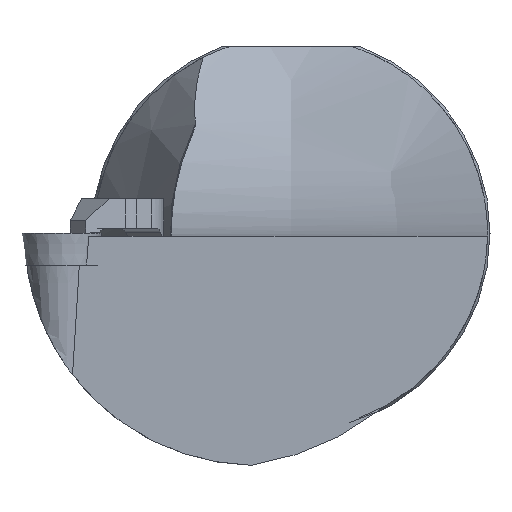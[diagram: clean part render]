
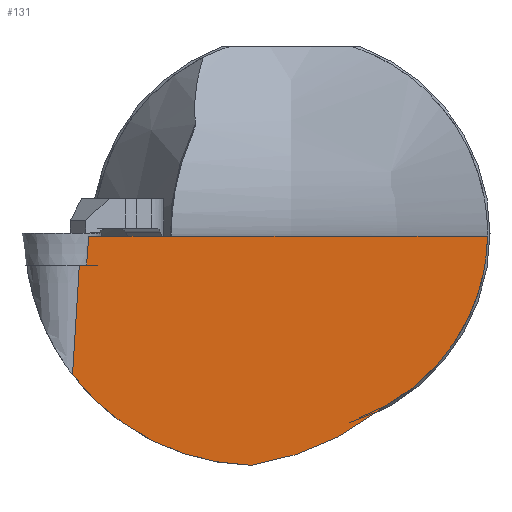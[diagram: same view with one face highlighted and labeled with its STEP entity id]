
A CAD part, left-side view. The second image highlights one B-rep face of the part: STEP entity #131.
In plain terms, the highlighted planar face has unit normal (-0.86, -0.496, -0.122).
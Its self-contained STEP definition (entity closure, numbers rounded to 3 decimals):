
#131=ADVANCED_FACE('',(#196),#176,.F.);
#176=PLANE('',#847);
#196=FACE_OUTER_BOUND('',#238,.T.);
#238=EDGE_LOOP('',(#389,#390,#391,#392,#393,#394,#395,#396));
#286=ELLIPSE('',#844,27.107,23.3);
#287=ELLIPSE('',#845,31.926,25.776);
#288=ELLIPSE('',#846,22.977,19.75);
#297=LINE('',#1147,#341);
#298=LINE('',#1150,#342);
#341=VECTOR('',#929,1.);
#342=VECTOR('',#930,1.);
#389=ORIENTED_EDGE('',*,*,#696,.T.);
#390=ORIENTED_EDGE('',*,*,#697,.T.);
#391=ORIENTED_EDGE('',*,*,#698,.T.);
#392=ORIENTED_EDGE('',*,*,#699,.T.);
#393=ORIENTED_EDGE('',*,*,#700,.T.);
#394=ORIENTED_EDGE('',*,*,#701,.T.);
#395=ORIENTED_EDGE('',*,*,#702,.T.);
#396=ORIENTED_EDGE('',*,*,#703,.T.);
#619=VERTEX_POINT('',#1148);
#620=VERTEX_POINT('',#1149);
#621=VERTEX_POINT('',#1151);
#622=VERTEX_POINT('',#1153);
#623=VERTEX_POINT('',#1155);
#624=VERTEX_POINT('',#1160);
#625=VERTEX_POINT('',#1162);
#626=VERTEX_POINT('',#1173);
#696=EDGE_CURVE('',#619,#620,#297,.T.);
#697=EDGE_CURVE('',#620,#621,#298,.T.);
#698=EDGE_CURVE('',#621,#622,#286,.T.);
#699=EDGE_CURVE('',#622,#623,#287,.T.);
#700=EDGE_CURVE('',#623,#624,#807,.T.);
#701=EDGE_CURVE('',#624,#625,#288,.T.);
#702=EDGE_CURVE('',#625,#626,#808,.T.);
#703=EDGE_CURVE('',#626,#619,#809,.T.);
#807=B_SPLINE_CURVE_WITH_KNOTS('',3,(#1156,#1157,#1158,#1159),
 .UNSPECIFIED.,.F.,.F.,(4,4),(0.,1.),.UNSPECIFIED.);
#808=B_SPLINE_CURVE_WITH_KNOTS('',3,(#1163,#1164,#1165,#1166,#1167,#1168,
#1169,#1170,#1171,#1172),.UNSPECIFIED.,.F.,.F.,(4,2,2,2,4),(0.,0.125,0.25,
0.5,1.),.UNSPECIFIED.);
#809=B_SPLINE_CURVE_WITH_KNOTS('',3,(#1174,#1175,#1176,#1177),
 .UNSPECIFIED.,.F.,.F.,(4,4),(0.,1.),.UNSPECIFIED.);
#844=AXIS2_PLACEMENT_3D('',#1152,#931,#932);
#845=AXIS2_PLACEMENT_3D('',#1154,#933,#934);
#846=AXIS2_PLACEMENT_3D('',#1161,#935,#936);
#847=AXIS2_PLACEMENT_3D('',#1178,#937,#938);
#929=DIRECTION('',(-0.5,0.866,0.));
#930=DIRECTION('',(0.106,0.061,-0.993));
#931=DIRECTION('',(-0.86,-0.496,-0.122));
#932=DIRECTION('',(-0.511,0.835,0.205));
#933=DIRECTION('',(-0.86,-0.496,-0.122));
#934=DIRECTION('',(-0.511,0.835,0.205));
#935=DIRECTION('',(-0.86,-0.496,-0.122));
#936=DIRECTION('',(-0.511,0.835,0.205));
#937=DIRECTION('',(0.86,0.496,0.122));
#938=DIRECTION('',(0.5,-0.866,0.));
#1147=CARTESIAN_POINT('',(0.961,21.245,-3.18));
#1148=CARTESIAN_POINT('',(1.383,20.515,-3.18));
#1149=CARTESIAN_POINT('',(0.961,21.245,-3.18));
#1150=CARTESIAN_POINT('',(0.961,21.245,-3.18));
#1151=CARTESIAN_POINT('',(2.133,21.922,-14.201));
#1152=CARTESIAN_POINT('',(10.784,3.45,0.));
#1153=CARTESIAN_POINT('',(13.774,3.991,-23.294));
#1154=CARTESIAN_POINT('',(7.176,9.148,2.246));
#1155=CARTESIAN_POINT('',(20.268,-8.571,-17.942));
#1156=CARTESIAN_POINT('',(20.268,-8.571,-17.942));
#1157=CARTESIAN_POINT('',(20.422,-8.901,-17.685));
#1158=CARTESIAN_POINT('',(20.59,-9.248,-17.456));
#1159=CARTESIAN_POINT('',(20.768,-9.605,-17.257));
#1160=CARTESIAN_POINT('',(20.768,-9.605,-17.257));
#1161=CARTESIAN_POINT('',(12.776,0.,0.));
#1162=CARTESIAN_POINT('',(24.217,-19.748,-0.28));
#1163=CARTESIAN_POINT('',(24.217,-19.748,-0.28));
#1164=CARTESIAN_POINT('',(23.265,-18.081,-0.354));
#1165=CARTESIAN_POINT('',(22.293,-16.411,-0.3));
#1166=CARTESIAN_POINT('',(20.366,-13.073,-0.301));
#1167=CARTESIAN_POINT('',(19.403,-11.405,-0.3));
#1168=CARTESIAN_POINT('',(16.512,-6.398,-0.3));
#1169=CARTESIAN_POINT('',(14.585,-3.061,-0.3));
#1170=CARTESIAN_POINT('',(8.804,6.952,-0.299));
#1171=CARTESIAN_POINT('',(4.951,13.627,-0.3));
#1172=CARTESIAN_POINT('',(1.097,20.302,-0.3));
#1173=CARTESIAN_POINT('',(1.097,20.302,-0.3));
#1174=CARTESIAN_POINT('',(1.097,20.302,-0.3));
#1175=CARTESIAN_POINT('',(1.192,20.373,-1.26));
#1176=CARTESIAN_POINT('',(1.287,20.443,-2.22));
#1177=CARTESIAN_POINT('',(1.383,20.515,-3.18));
#1178=CARTESIAN_POINT('',(0.961,21.245,-3.18));
